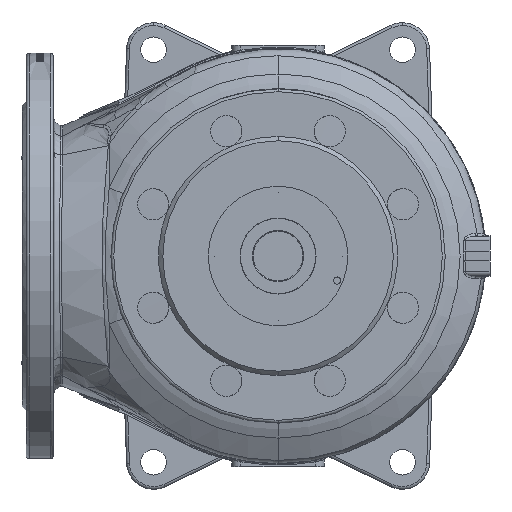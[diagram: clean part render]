
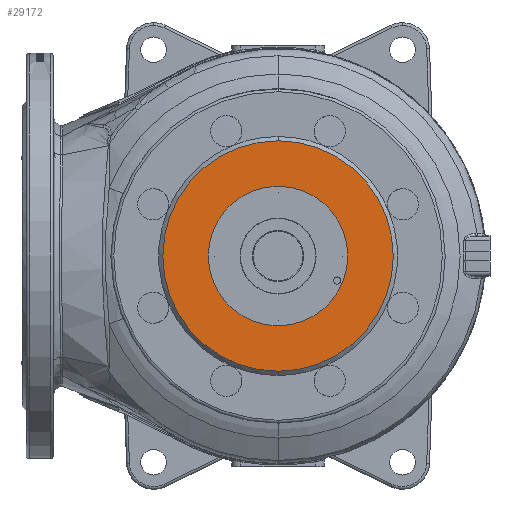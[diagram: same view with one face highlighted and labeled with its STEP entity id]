
A CAD part, front view. The second image highlights one B-rep face of the part: STEP entity #29172.
In plain terms, the highlighted planar face has unit normal (0, -1, 0).
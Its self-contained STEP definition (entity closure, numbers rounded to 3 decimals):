
#64 = AXIS2_PLACEMENT_3D ( 'NONE', #149638, #243, #118017 ) ;
#243 = DIRECTION ( 'NONE',  ( 0., 1., 0. ) ) ;
#20530 = PLANE ( 'NONE',  #47172 ) ;
#29172 = ADVANCED_FACE ( 'NONE', ( #132955, #35886 ), #20530, .T. ) ;
#30874 = EDGE_LOOP ( 'NONE', ( #75500, #35957 ) ) ;
#33160 = DIRECTION ( 'NONE',  ( 0., 1., 0. ) ) ;
#35029 = EDGE_LOOP ( 'NONE', ( #105458, #95784 ) ) ;
#35886 = FACE_OUTER_BOUND ( 'NONE', #35029, .T. ) ;
#35957 = ORIENTED_EDGE ( 'NONE', *, *, #93579, .T. ) ;
#36422 = CARTESIAN_POINT ( 'NONE',  ( 0., -220., 81. ) ) ;
#39136 = DIRECTION ( 'NONE',  ( 0., 1., 0. ) ) ;
#46748 = CIRCLE ( 'NONE', #168555, 81. ) ;
#47172 = AXIS2_PLACEMENT_3D ( 'NONE', #87098, #100308, #105630 ) ;
#75500 = ORIENTED_EDGE ( 'NONE', *, *, #165905, .T. ) ;
#81718 = CARTESIAN_POINT ( 'NONE',  ( 0., -220., 0. ) ) ;
#84987 = CARTESIAN_POINT ( 'NONE',  ( 0., -220., 0. ) ) ;
#85753 = CARTESIAN_POINT ( 'NONE',  ( 0., -220., -81. ) ) ;
#87098 = CARTESIAN_POINT ( 'NONE',  ( 0., -220., 0. ) ) ;
#93579 = EDGE_CURVE ( 'NONE', #200085, #170619, #132430, .T. ) ;
#95784 = ORIENTED_EDGE ( 'NONE', *, *, #186056, .F. ) ;
#98978 = EDGE_CURVE ( 'NONE', #166436, #195861, #175604, .T. ) ;
#100308 = DIRECTION ( 'NONE',  ( 0., -1., 0. ) ) ;
#105458 = ORIENTED_EDGE ( 'NONE', *, *, #98978, .F. ) ;
#105630 = DIRECTION ( 'NONE',  ( 0., 0., -1. ) ) ;
#105933 = AXIS2_PLACEMENT_3D ( 'NONE', #84987, #39136, #168920 ) ;
#115260 = AXIS2_PLACEMENT_3D ( 'NONE', #148720, #33160, #166155 ) ;
#118017 = DIRECTION ( 'NONE',  ( 0., 0., 1. ) ) ;
#132430 = CIRCLE ( 'NONE', #64, 49. ) ;
#132955 = FACE_BOUND ( 'NONE', #30874, .T. ) ;
#148720 = CARTESIAN_POINT ( 'NONE',  ( 0., -220., 0. ) ) ;
#149638 = CARTESIAN_POINT ( 'NONE',  ( 0., -220., 0. ) ) ;
#153475 = CIRCLE ( 'NONE', #115260, 49. ) ;
#153495 = DIRECTION ( 'NONE',  ( 0., 0., 1. ) ) ;
#158649 = CARTESIAN_POINT ( 'NONE',  ( 0., -220., -49. ) ) ;
#165905 = EDGE_CURVE ( 'NONE', #170619, #200085, #153475, .T. ) ;
#166155 = DIRECTION ( 'NONE',  ( 0., 0., 1. ) ) ;
#166436 = VERTEX_POINT ( 'NONE', #36422 ) ;
#168555 = AXIS2_PLACEMENT_3D ( 'NONE', #81718, #214690, #153495 ) ;
#168920 = DIRECTION ( 'NONE',  ( 0., 0., 1. ) ) ;
#170619 = VERTEX_POINT ( 'NONE', #195471 ) ;
#175604 = CIRCLE ( 'NONE', #105933, 81. ) ;
#186056 = EDGE_CURVE ( 'NONE', #195861, #166436, #46748, .T. ) ;
#195471 = CARTESIAN_POINT ( 'NONE',  ( 0., -220., 49. ) ) ;
#195861 = VERTEX_POINT ( 'NONE', #85753 ) ;
#200085 = VERTEX_POINT ( 'NONE', #158649 ) ;
#214690 = DIRECTION ( 'NONE',  ( 0., 1., 0. ) ) ;
